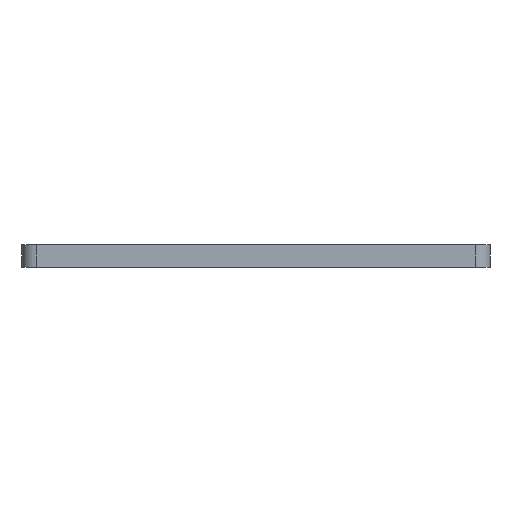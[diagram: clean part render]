
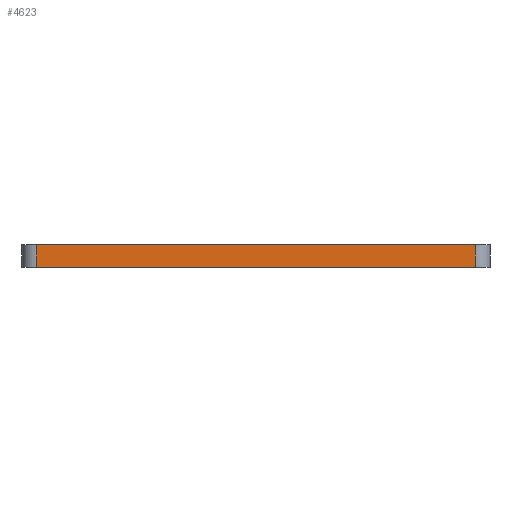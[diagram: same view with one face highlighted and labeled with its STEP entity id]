
A CAD part, front view. The second image highlights one B-rep face of the part: STEP entity #4623.
In plain terms, the highlighted planar face has unit normal (0, -1, 0).
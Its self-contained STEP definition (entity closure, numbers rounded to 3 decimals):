
#55 = CYLINDRICAL_SURFACE('',#56,1.029);
#56 = AXIS2_PLACEMENT_3D('',#57,#58,#59);
#57 = CARTESIAN_POINT('',(103.823,-82.281,0.));
#58 = DIRECTION('',(-0.,-0.,-1.));
#59 = DIRECTION('',(1.,0.,-0.));
#83 = PLANE('',#84);
#84 = AXIS2_PLACEMENT_3D('',#85,#86,#87);
#85 = CARTESIAN_POINT('',(119.392,-63.246,1.6));
#86 = DIRECTION('',(-0.,-0.,-1.));
#87 = DIRECTION('',(-1.,0.,0.));
#137 = PLANE('',#138);
#138 = AXIS2_PLACEMENT_3D('',#139,#140,#141);
#139 = CARTESIAN_POINT('',(119.392,-63.246,0.));
#140 = DIRECTION('',(-0.,-0.,-1.));
#141 = DIRECTION('',(-1.,0.,0.));
#154 = VERTEX_POINT('',#155);
#155 = CARTESIAN_POINT('',(103.848,-83.309,1.6));
#181 = EDGE_CURVE('',#182,#154,#184,.T.);
#182 = VERTEX_POINT('',#183);
#183 = CARTESIAN_POINT('',(103.848,-83.309,0.));
#184 = SURFACE_CURVE('',#185,(#189,#196),.PCURVE_S1.);
#185 = LINE('',#186,#187);
#186 = CARTESIAN_POINT('',(103.848,-83.309,0.));
#187 = VECTOR('',#188,1.);
#188 = DIRECTION('',(0.,0.,1.));
#189 = PCURVE('',#55,#190);
#190 = DEFINITIONAL_REPRESENTATION('',(#191),#195);
#191 = LINE('',#192,#193);
#192 = CARTESIAN_POINT('',(-4.737,0.));
#193 = VECTOR('',#194,1.);
#194 = DIRECTION('',(-0.,-1.));
#195 = ( GEOMETRIC_REPRESENTATION_CONTEXT(2) 
PARAMETRIC_REPRESENTATION_CONTEXT() REPRESENTATION_CONTEXT('2D SPACE',''
  ) );
#196 = PCURVE('',#197,#202);
#197 = PLANE('',#198);
#198 = AXIS2_PLACEMENT_3D('',#199,#200,#201);
#199 = CARTESIAN_POINT('',(134.948,-83.31,0.));
#200 = DIRECTION('',(0.,-1.,0.));
#201 = DIRECTION('',(-1.,0.,0.));
#202 = DEFINITIONAL_REPRESENTATION('',(#203),#207);
#203 = LINE('',#204,#205);
#204 = CARTESIAN_POINT('',(31.1,0.));
#205 = VECTOR('',#206,1.);
#206 = DIRECTION('',(0.,-1.));
#207 = ( GEOMETRIC_REPRESENTATION_CONTEXT(2) 
PARAMETRIC_REPRESENTATION_CONTEXT() REPRESENTATION_CONTEXT('2D SPACE',''
  ) );
#411 = VERTEX_POINT('',#412);
#412 = CARTESIAN_POINT('',(134.948,-83.31,0.));
#431 = CYLINDRICAL_SURFACE('',#432,1.029);
#432 = AXIS2_PLACEMENT_3D('',#433,#434,#435);
#433 = CARTESIAN_POINT('',(134.96,-82.281,0.));
#434 = DIRECTION('',(-0.,-0.,-1.));
#435 = DIRECTION('',(1.,0.,-0.));
#443 = EDGE_CURVE('',#411,#182,#444,.T.);
#444 = SURFACE_CURVE('',#445,(#449,#456),.PCURVE_S1.);
#445 = LINE('',#446,#447);
#446 = CARTESIAN_POINT('',(134.948,-83.31,0.));
#447 = VECTOR('',#448,1.);
#448 = DIRECTION('',(-1.,0.,0.));
#449 = PCURVE('',#137,#450);
#450 = DEFINITIONAL_REPRESENTATION('',(#451),#455);
#451 = LINE('',#452,#453);
#452 = CARTESIAN_POINT('',(-15.556,-20.064));
#453 = VECTOR('',#454,1.);
#454 = DIRECTION('',(1.,0.));
#455 = ( GEOMETRIC_REPRESENTATION_CONTEXT(2) 
PARAMETRIC_REPRESENTATION_CONTEXT() REPRESENTATION_CONTEXT('2D SPACE',''
  ) );
#456 = PCURVE('',#197,#457);
#457 = DEFINITIONAL_REPRESENTATION('',(#458),#462);
#458 = LINE('',#459,#460);
#459 = CARTESIAN_POINT('',(0.,0.));
#460 = VECTOR('',#461,1.);
#461 = DIRECTION('',(1.,0.));
#462 = ( GEOMETRIC_REPRESENTATION_CONTEXT(2) 
PARAMETRIC_REPRESENTATION_CONTEXT() REPRESENTATION_CONTEXT('2D SPACE',''
  ) );
#2715 = VERTEX_POINT('',#2716);
#2716 = CARTESIAN_POINT('',(134.948,-83.31,1.6));
#2742 = EDGE_CURVE('',#2715,#154,#2743,.T.);
#2743 = SURFACE_CURVE('',#2744,(#2748,#2755),.PCURVE_S1.);
#2744 = LINE('',#2745,#2746);
#2745 = CARTESIAN_POINT('',(134.948,-83.31,1.6));
#2746 = VECTOR('',#2747,1.);
#2747 = DIRECTION('',(-1.,0.,0.));
#2748 = PCURVE('',#83,#2749);
#2749 = DEFINITIONAL_REPRESENTATION('',(#2750),#2754);
#2750 = LINE('',#2751,#2752);
#2751 = CARTESIAN_POINT('',(-15.556,-20.064));
#2752 = VECTOR('',#2753,1.);
#2753 = DIRECTION('',(1.,0.));
#2754 = ( GEOMETRIC_REPRESENTATION_CONTEXT(2) 
PARAMETRIC_REPRESENTATION_CONTEXT() REPRESENTATION_CONTEXT('2D SPACE',''
  ) );
#2755 = PCURVE('',#197,#2756);
#2756 = DEFINITIONAL_REPRESENTATION('',(#2757),#2761);
#2757 = LINE('',#2758,#2759);
#2758 = CARTESIAN_POINT('',(0.,-1.6));
#2759 = VECTOR('',#2760,1.);
#2760 = DIRECTION('',(1.,0.));
#2761 = ( GEOMETRIC_REPRESENTATION_CONTEXT(2) 
PARAMETRIC_REPRESENTATION_CONTEXT() REPRESENTATION_CONTEXT('2D SPACE',''
  ) );
#4623 = ADVANCED_FACE('',(#4624),#197,.T.);
#4624 = FACE_BOUND('',#4625,.T.);
#4625 = EDGE_LOOP('',(#4626,#4647,#4648,#4649));
#4626 = ORIENTED_EDGE('',*,*,#4627,.T.);
#4627 = EDGE_CURVE('',#411,#2715,#4628,.T.);
#4628 = SURFACE_CURVE('',#4629,(#4633,#4640),.PCURVE_S1.);
#4629 = LINE('',#4630,#4631);
#4630 = CARTESIAN_POINT('',(134.948,-83.31,0.));
#4631 = VECTOR('',#4632,1.);
#4632 = DIRECTION('',(0.,0.,1.));
#4633 = PCURVE('',#197,#4634);
#4634 = DEFINITIONAL_REPRESENTATION('',(#4635),#4639);
#4635 = LINE('',#4636,#4637);
#4636 = CARTESIAN_POINT('',(0.,0.));
#4637 = VECTOR('',#4638,1.);
#4638 = DIRECTION('',(0.,-1.));
#4639 = ( GEOMETRIC_REPRESENTATION_CONTEXT(2) 
PARAMETRIC_REPRESENTATION_CONTEXT() REPRESENTATION_CONTEXT('2D SPACE',''
  ) );
#4640 = PCURVE('',#431,#4641);
#4641 = DEFINITIONAL_REPRESENTATION('',(#4642),#4646);
#4642 = LINE('',#4643,#4644);
#4643 = CARTESIAN_POINT('',(-4.7,0.));
#4644 = VECTOR('',#4645,1.);
#4645 = DIRECTION('',(-0.,-1.));
#4646 = ( GEOMETRIC_REPRESENTATION_CONTEXT(2) 
PARAMETRIC_REPRESENTATION_CONTEXT() REPRESENTATION_CONTEXT('2D SPACE',''
  ) );
#4647 = ORIENTED_EDGE('',*,*,#2742,.T.);
#4648 = ORIENTED_EDGE('',*,*,#181,.F.);
#4649 = ORIENTED_EDGE('',*,*,#443,.F.);
